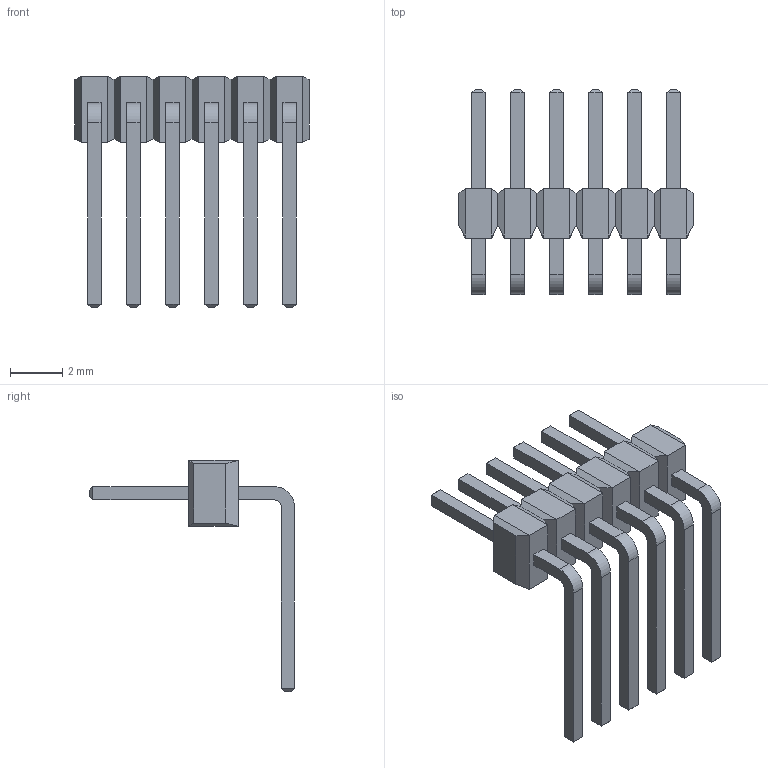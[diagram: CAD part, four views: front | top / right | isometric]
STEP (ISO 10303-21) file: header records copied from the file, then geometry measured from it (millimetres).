
FILE_DESCRIPTION(('STEP AP214'),'1');
FILE_NAME('S6B-ZR_JST','2021-02-27T14:36:37',(''),(''),'','','');
FILE_SCHEMA(('AUTOMOTIVE_DESIGN'));
Length unit declared in the file: millimetre
Products named in the file (1): product
Bounding box: 9 x 7.87 x 8.89 mm (x, y, z)
Volume: 60.6 mm3; surface area: 258.3 mm2
Topology: 13 solids, 13 shells, 218 faces, 460 edges, 268 vertices
Faces by surface type: plane 206, cylinder 12
Entity records: 5377 total; most frequent: DIRECTION 922, ORIENTED_EDGE 920, CARTESIAN_POINT 499, EDGE_CURVE 460, LINE 436, VECTOR 436, VERTEX_POINT 268, AXIS2_PLACEMENT_3D 243
